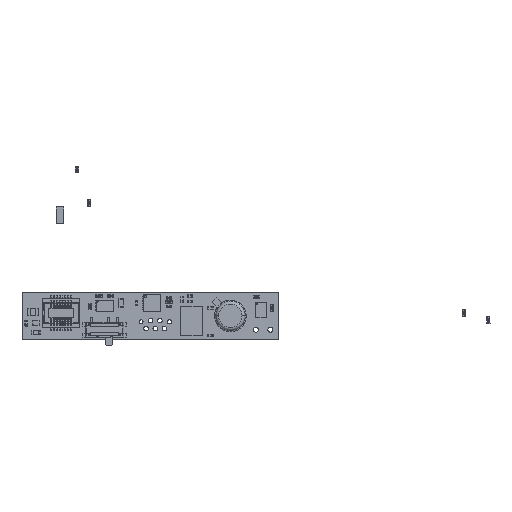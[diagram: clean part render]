
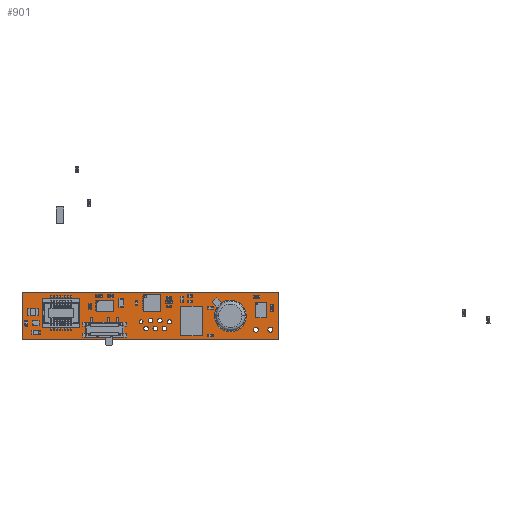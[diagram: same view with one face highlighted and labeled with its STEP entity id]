
A CAD part, top view. The second image highlights one B-rep face of the part: STEP entity #901.
In plain terms, the highlighted planar face has unit normal (0, 0, 1).
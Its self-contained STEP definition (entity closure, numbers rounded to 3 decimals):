
#232 = VERTEX_POINT('',#233);
#233 = CARTESIAN_POINT('',(0.,0.,0.411));
#239 = EDGE_CURVE('',#232,#240,#242,.T.);
#240 = VERTEX_POINT('',#241);
#241 = CARTESIAN_POINT('',(0.,8.255,0.411));
#242 = LINE('',#243,#244);
#243 = CARTESIAN_POINT('',(0.,0.,0.411));
#244 = VECTOR('',#245,1.);
#245 = DIRECTION('',(0.,1.,0.));
#270 = EDGE_CURVE('',#240,#271,#273,.T.);
#271 = VERTEX_POINT('',#272);
#272 = CARTESIAN_POINT('',(44.959,8.255,0.411));
#273 = LINE('',#274,#275);
#274 = CARTESIAN_POINT('',(0.,8.255,0.411));
#275 = VECTOR('',#276,1.);
#276 = DIRECTION('',(1.,0.,0.));
#301 = EDGE_CURVE('',#271,#302,#304,.T.);
#302 = VERTEX_POINT('',#303);
#303 = CARTESIAN_POINT('',(44.956,0.,0.411));
#304 = LINE('',#305,#306);
#305 = CARTESIAN_POINT('',(44.959,8.255,0.411));
#306 = VECTOR('',#307,1.);
#307 = DIRECTION('',(0.,-1.,0.));
#332 = EDGE_CURVE('',#302,#232,#333,.T.);
#333 = LINE('',#334,#335);
#334 = CARTESIAN_POINT('',(44.956,0.,0.411));
#335 = VECTOR('',#336,1.);
#336 = DIRECTION('',(-1.,0.,0.));
#356 = VERTEX_POINT('',#357);
#357 = CARTESIAN_POINT('',(13.428,1.651,0.411));
#363 = EDGE_CURVE('',#356,#356,#364,.T.);
#364 = CIRCLE('',#365,0.45);
#365 = AXIS2_PLACEMENT_3D('',#366,#367,#368);
#366 = CARTESIAN_POINT('',(12.978,1.651,0.411));
#367 = DIRECTION('',(0.,0.,1.));
#368 = DIRECTION('',(1.,0.,0.));
#389 = VERTEX_POINT('',#390);
#390 = CARTESIAN_POINT('',(16.428,1.651,0.411));
#396 = EDGE_CURVE('',#389,#389,#397,.T.);
#397 = CIRCLE('',#398,0.45);
#398 = AXIS2_PLACEMENT_3D('',#399,#400,#401);
#399 = CARTESIAN_POINT('',(15.978,1.651,0.411));
#400 = DIRECTION('',(0.,0.,1.));
#401 = DIRECTION('',(1.,0.,0.));
#422 = VERTEX_POINT('',#423);
#423 = CARTESIAN_POINT('',(22.168,1.84,0.411));
#429 = EDGE_CURVE('',#422,#422,#430,.T.);
#430 = CIRCLE('',#431,0.4);
#431 = AXIS2_PLACEMENT_3D('',#432,#433,#434);
#432 = CARTESIAN_POINT('',(21.768,1.84,0.411));
#433 = DIRECTION('',(0.,0.,1.));
#434 = DIRECTION('',(1.,0.,0.));
#455 = VERTEX_POINT('',#456);
#456 = CARTESIAN_POINT('',(21.218,3.04,0.411));
#462 = EDGE_CURVE('',#455,#455,#463,.T.);
#463 = CIRCLE('',#464,0.35);
#464 = AXIS2_PLACEMENT_3D('',#465,#466,#467);
#465 = CARTESIAN_POINT('',(20.868,3.04,0.411));
#466 = DIRECTION('',(0.,0.,1.));
#467 = DIRECTION('',(1.,0.,0.));
#488 = VERTEX_POINT('',#489);
#489 = CARTESIAN_POINT('',(22.968,3.24,0.411));
#495 = EDGE_CURVE('',#488,#488,#496,.T.);
#496 = CIRCLE('',#497,0.4);
#497 = AXIS2_PLACEMENT_3D('',#498,#499,#500);
#498 = CARTESIAN_POINT('',(22.568,3.24,0.411));
#499 = DIRECTION('',(0.,0.,1.));
#500 = DIRECTION('',(1.,0.,0.));
#521 = VERTEX_POINT('',#522);
#522 = CARTESIAN_POINT('',(23.768,1.84,0.411));
#528 = EDGE_CURVE('',#521,#521,#529,.T.);
#529 = CIRCLE('',#530,0.4);
#530 = AXIS2_PLACEMENT_3D('',#531,#532,#533);
#531 = CARTESIAN_POINT('',(23.368,1.84,0.411));
#532 = DIRECTION('',(0.,0.,1.));
#533 = DIRECTION('',(1.,0.,0.));
#554 = VERTEX_POINT('',#555);
#555 = CARTESIAN_POINT('',(24.568,3.24,0.411));
#561 = EDGE_CURVE('',#554,#554,#562,.T.);
#562 = CIRCLE('',#563,0.4);
#563 = AXIS2_PLACEMENT_3D('',#564,#565,#566);
#564 = CARTESIAN_POINT('',(24.168,3.24,0.411));
#565 = DIRECTION('',(0.,0.,1.));
#566 = DIRECTION('',(1.,0.,0.));
#587 = VERTEX_POINT('',#588);
#588 = CARTESIAN_POINT('',(25.368,1.84,0.411));
#594 = EDGE_CURVE('',#587,#587,#595,.T.);
#595 = CIRCLE('',#596,0.4);
#596 = AXIS2_PLACEMENT_3D('',#597,#598,#599);
#597 = CARTESIAN_POINT('',(24.968,1.84,0.411));
#598 = DIRECTION('',(0.,0.,1.));
#599 = DIRECTION('',(1.,0.,0.));
#620 = VERTEX_POINT('',#621);
#621 = CARTESIAN_POINT('',(36.926,2.794,0.411));
#627 = EDGE_CURVE('',#620,#620,#628,.T.);
#628 = CIRCLE('',#629,0.35);
#629 = AXIS2_PLACEMENT_3D('',#630,#631,#632);
#630 = CARTESIAN_POINT('',(36.576,2.794,0.411));
#631 = DIRECTION('',(0.,0.,1.));
#632 = DIRECTION('',(1.,0.,0.));
#653 = VERTEX_POINT('',#654);
#654 = CARTESIAN_POINT('',(44.011,1.651,0.411));
#660 = EDGE_CURVE('',#653,#653,#661,.T.);
#661 = CIRCLE('',#662,0.45);
#662 = AXIS2_PLACEMENT_3D('',#663,#664,#665);
#663 = CARTESIAN_POINT('',(43.561,1.651,0.411));
#664 = DIRECTION('',(0.,0.,1.));
#665 = DIRECTION('',(1.,0.,0.));
#686 = VERTEX_POINT('',#687);
#687 = CARTESIAN_POINT('',(41.471,1.651,0.411));
#693 = EDGE_CURVE('',#686,#686,#694,.T.);
#694 = CIRCLE('',#695,0.45);
#695 = AXIS2_PLACEMENT_3D('',#696,#697,#698);
#696 = CARTESIAN_POINT('',(41.021,1.651,0.411));
#697 = DIRECTION('',(0.,0.,1.));
#698 = DIRECTION('',(1.,0.,0.));
#719 = VERTEX_POINT('',#720);
#720 = CARTESIAN_POINT('',(26.218,3.04,0.411));
#726 = EDGE_CURVE('',#719,#719,#727,.T.);
#727 = CIRCLE('',#728,0.35);
#728 = AXIS2_PLACEMENT_3D('',#729,#730,#731);
#729 = CARTESIAN_POINT('',(25.868,3.04,0.411));
#730 = DIRECTION('',(0.,0.,1.));
#731 = DIRECTION('',(1.,0.,0.));
#752 = VERTEX_POINT('',#753);
#753 = CARTESIAN_POINT('',(35.656,4.064,0.411));
#759 = EDGE_CURVE('',#752,#752,#760,.T.);
#760 = CIRCLE('',#761,0.35);
#761 = AXIS2_PLACEMENT_3D('',#762,#763,#764);
#762 = CARTESIAN_POINT('',(35.306,4.064,0.411));
#763 = DIRECTION('',(0.,0.,1.));
#764 = DIRECTION('',(1.,0.,0.));
#785 = VERTEX_POINT('',#786);
#786 = CARTESIAN_POINT('',(38.196,4.064,0.411));
#792 = EDGE_CURVE('',#785,#785,#793,.T.);
#793 = CIRCLE('',#794,0.35);
#794 = AXIS2_PLACEMENT_3D('',#795,#796,#797);
#795 = CARTESIAN_POINT('',(37.846,4.064,0.411));
#796 = DIRECTION('',(0.,0.,1.));
#797 = DIRECTION('',(1.,0.,0.));
#818 = VERTEX_POINT('',#819);
#819 = CARTESIAN_POINT('',(36.926,5.334,0.411));
#825 = EDGE_CURVE('',#818,#818,#826,.T.);
#826 = CIRCLE('',#827,0.35);
#827 = AXIS2_PLACEMENT_3D('',#828,#829,#830);
#828 = CARTESIAN_POINT('',(36.576,5.334,0.411));
#829 = DIRECTION('',(0.,0.,1.));
#830 = DIRECTION('',(1.,0.,0.));
#901 = ADVANCED_FACE('',(#902,#908,#911,#914,#917,#920,#923,#926,#929,
    #932,#935,#938,#941,#944,#947,#950),#953,.T.);
#902 = FACE_BOUND('',#903,.F.);
#903 = EDGE_LOOP('',(#904,#905,#906,#907));
#904 = ORIENTED_EDGE('',*,*,#239,.T.);
#905 = ORIENTED_EDGE('',*,*,#270,.T.);
#906 = ORIENTED_EDGE('',*,*,#301,.T.);
#907 = ORIENTED_EDGE('',*,*,#332,.T.);
#908 = FACE_BOUND('',#909,.T.);
#909 = EDGE_LOOP('',(#910));
#910 = ORIENTED_EDGE('',*,*,#363,.F.);
#911 = FACE_BOUND('',#912,.T.);
#912 = EDGE_LOOP('',(#913));
#913 = ORIENTED_EDGE('',*,*,#396,.F.);
#914 = FACE_BOUND('',#915,.T.);
#915 = EDGE_LOOP('',(#916));
#916 = ORIENTED_EDGE('',*,*,#429,.F.);
#917 = FACE_BOUND('',#918,.T.);
#918 = EDGE_LOOP('',(#919));
#919 = ORIENTED_EDGE('',*,*,#462,.F.);
#920 = FACE_BOUND('',#921,.T.);
#921 = EDGE_LOOP('',(#922));
#922 = ORIENTED_EDGE('',*,*,#495,.F.);
#923 = FACE_BOUND('',#924,.T.);
#924 = EDGE_LOOP('',(#925));
#925 = ORIENTED_EDGE('',*,*,#528,.F.);
#926 = FACE_BOUND('',#927,.T.);
#927 = EDGE_LOOP('',(#928));
#928 = ORIENTED_EDGE('',*,*,#561,.F.);
#929 = FACE_BOUND('',#930,.T.);
#930 = EDGE_LOOP('',(#931));
#931 = ORIENTED_EDGE('',*,*,#594,.F.);
#932 = FACE_BOUND('',#933,.T.);
#933 = EDGE_LOOP('',(#934));
#934 = ORIENTED_EDGE('',*,*,#627,.F.);
#935 = FACE_BOUND('',#936,.T.);
#936 = EDGE_LOOP('',(#937));
#937 = ORIENTED_EDGE('',*,*,#660,.F.);
#938 = FACE_BOUND('',#939,.T.);
#939 = EDGE_LOOP('',(#940));
#940 = ORIENTED_EDGE('',*,*,#693,.F.);
#941 = FACE_BOUND('',#942,.T.);
#942 = EDGE_LOOP('',(#943));
#943 = ORIENTED_EDGE('',*,*,#726,.F.);
#944 = FACE_BOUND('',#945,.T.);
#945 = EDGE_LOOP('',(#946));
#946 = ORIENTED_EDGE('',*,*,#759,.F.);
#947 = FACE_BOUND('',#948,.T.);
#948 = EDGE_LOOP('',(#949));
#949 = ORIENTED_EDGE('',*,*,#792,.F.);
#950 = FACE_BOUND('',#951,.T.);
#951 = EDGE_LOOP('',(#952));
#952 = ORIENTED_EDGE('',*,*,#825,.F.);
#953 = PLANE('',#954);
#954 = AXIS2_PLACEMENT_3D('',#955,#956,#957);
#955 = CARTESIAN_POINT('',(0.,0.,0.411));
#956 = DIRECTION('',(0.,0.,1.));
#957 = DIRECTION('',(1.,0.,0.));
